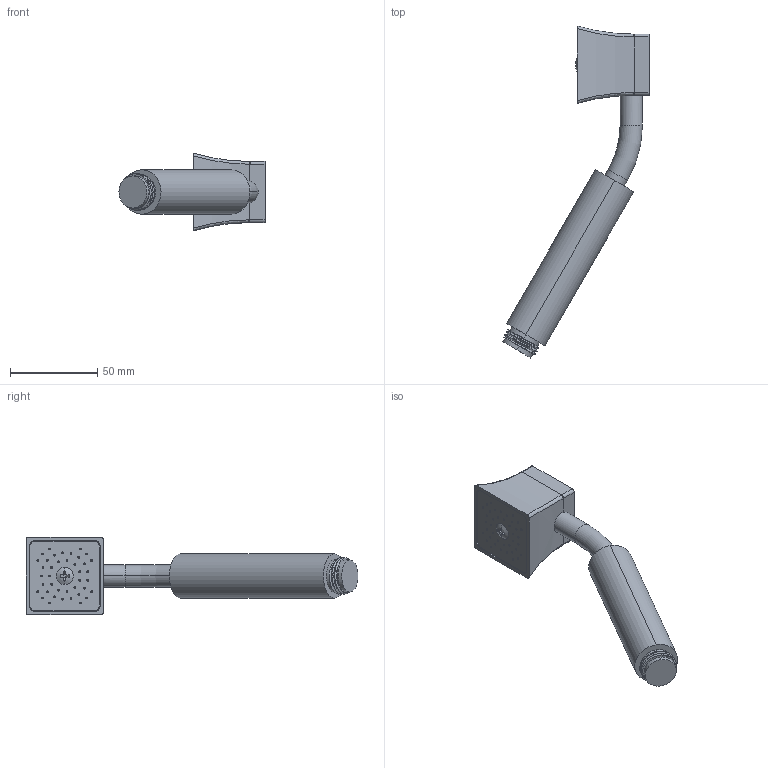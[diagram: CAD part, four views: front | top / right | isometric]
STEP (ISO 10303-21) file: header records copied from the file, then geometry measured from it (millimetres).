
FILE_DESCRIPTION((''),'2;1');
FILE_NAME('50622','2020-12-11T10:21:32',('jinson.thomas'),(''),'CREO PARAMETRIC BY PTC INC, 2018400','CREO PARAMETRIC BY PTC INC, 2018400','');
FILE_SCHEMA(('CONFIG_CONTROL_DESIGN'));
Length unit declared in the file: inch
Products named in the file (1): 50622
Bounding box: 83.51 x 189.73 x 44.45 mm (x, y, z)
Volume: 117361.4 mm3; surface area: 23800.5 mm2
Topology: 1 solids, 1 shells, 177 faces, 516 edges, 350 vertices
Faces by surface type: cylinder 117, plane 40, bspline 12, torus 4, cone 2, sphere 2
Entity records: 7768 total; most frequent: CARTESIAN_POINT 3177, ORIENTED_EDGE 1032, DIRECTION 770, EDGE_CURVE 516, VERTEX_POINT 350, AXIS2_PLACEMENT_3D 291, EDGE_LOOP 266, B_SPLINE_CURVE_WITH_KNOTS 202
